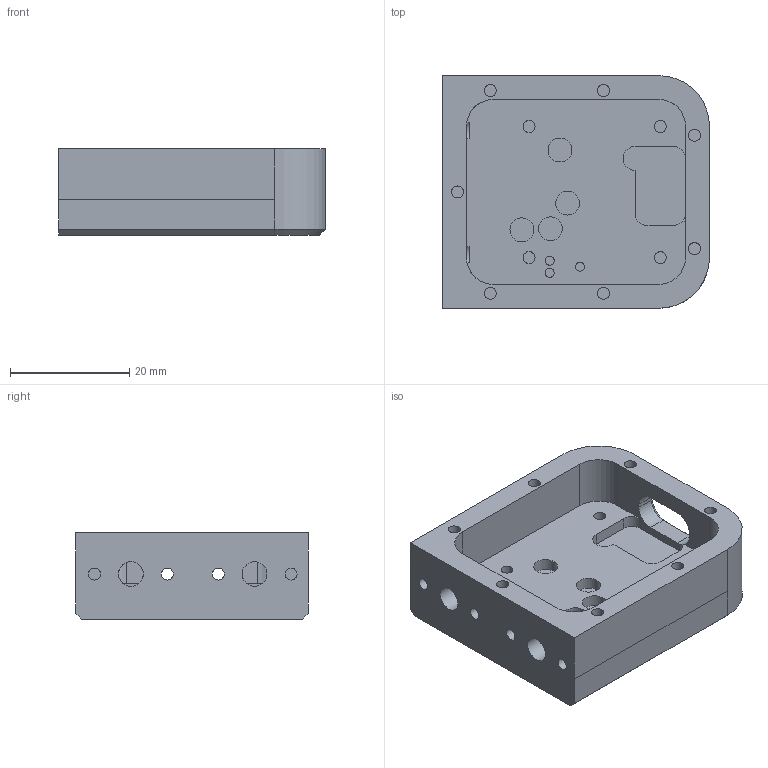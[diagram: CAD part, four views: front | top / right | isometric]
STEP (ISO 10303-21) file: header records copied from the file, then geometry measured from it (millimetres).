
FILE_DESCRIPTION(/* description */ (''),/* implementation_level */ '2;1');
FILE_NAME(/* name */ 'Dual RF Head USB Box.stp',/* time_stamp */ '2025-02-18T15:16:40+01:00',/* author */ ('Carsten Grøn'),/* organization */ (''),/* preprocessor_version */ 'ST-DEVELOPER v18',/* originating_system */ 'Autodesk Inventor 2020',/* authorisation */ '');
FILE_SCHEMA (('CONFIG_CONTROL_DESIGN'));
Length unit declared in the file: millimetre
Products named in the file (1): Box
Bounding box: 44.75 x 39 x 14.5 mm (x, y, z)
Volume: 14226.7 mm3; surface area: 7586.6 mm2
Topology: 1 solids, 1 shells, 94 faces, 254 edges, 180 vertices
Faces by surface type: plane 50, cylinder 38, cone 6
Full cylindrical faces by diameter (mm): 1.5 x3, 2.013 x15, 4 x4, 4.15 x2
Entity records: 3156 total; most frequent: DIRECTION 572, CARTESIAN_POINT 565, ORIENTED_EDGE 508, EDGE_CURVE 254, AXIS2_PLACEMENT_3D 226, VERTEX_POINT 180, CIRCLE 131, EDGE_LOOP 122
